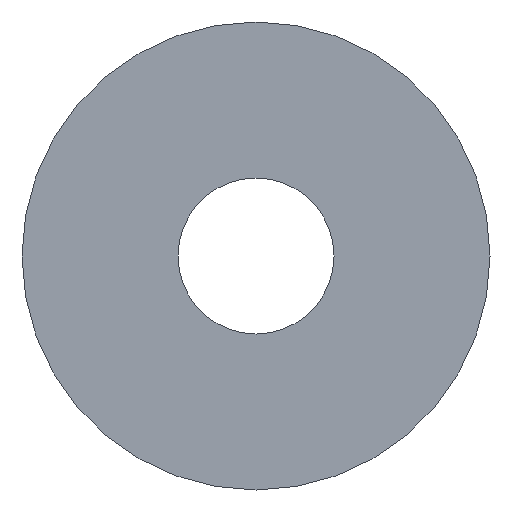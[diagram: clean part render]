
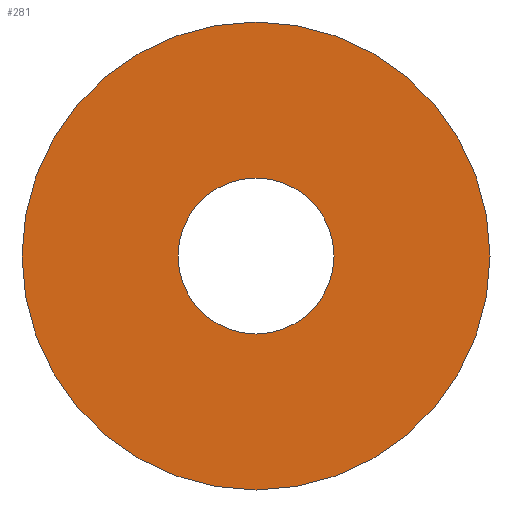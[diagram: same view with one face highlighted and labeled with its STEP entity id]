
A CAD part, front view. The second image highlights one B-rep face of the part: STEP entity #281.
In plain terms, the highlighted planar face has unit normal (0, -1, 0).
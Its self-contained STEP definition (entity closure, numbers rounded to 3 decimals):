
#4 = ORIENTED_EDGE ( 'NONE', *, *, #63, .T. ) ;
#25 = FACE_BOUND ( 'NONE', #251, .T. ) ;
#27 = ORIENTED_EDGE ( 'NONE', *, *, #52, .T. ) ;
#29 = EDGE_CURVE ( 'NONE', #143, #233, #277, .T. ) ;
#31 = CIRCLE ( 'NONE', #82, 3. ) ;
#34 = CARTESIAN_POINT ( 'NONE',  ( 0., 0., 0. ) ) ;
#41 = FACE_OUTER_BOUND ( 'NONE', #326, .T. ) ;
#51 = EDGE_CURVE ( 'NONE', #176, #181, #31, .T. ) ;
#52 = EDGE_CURVE ( 'NONE', #233, #143, #276, .T. ) ;
#57 = CARTESIAN_POINT ( 'NONE',  ( 0., 0., 0. ) ) ;
#63 = EDGE_CURVE ( 'NONE', #181, #176, #152, .T. ) ;
#74 = AXIS2_PLACEMENT_3D ( 'NONE', #286, #273, #167 ) ;
#82 = AXIS2_PLACEMENT_3D ( 'NONE', #57, #164, #151 ) ;
#85 = AXIS2_PLACEMENT_3D ( 'NONE', #34, #104, #346 ) ;
#93 = AXIS2_PLACEMENT_3D ( 'NONE', #334, #333, #332 ) ;
#104 = DIRECTION ( 'NONE',  ( 0., -1., 0. ) ) ;
#119 = AXIS2_PLACEMENT_3D ( 'NONE', #304, #290, #289 ) ;
#143 = VERTEX_POINT ( 'NONE', #149 ) ;
#149 = CARTESIAN_POINT ( 'NONE',  ( 0., 0., -9. ) ) ;
#151 = DIRECTION ( 'NONE',  ( 0., 0., 1. ) ) ;
#152 = CIRCLE ( 'NONE', #93, 3. ) ;
#164 = DIRECTION ( 'NONE',  ( 0., 1., 0. ) ) ;
#167 = DIRECTION ( 'NONE',  ( 0., 0., -1. ) ) ;
#168 = CARTESIAN_POINT ( 'NONE',  ( 0., 0., 3. ) ) ;
#176 = VERTEX_POINT ( 'NONE', #180 ) ;
#180 = CARTESIAN_POINT ( 'NONE',  ( 0., 0., -3. ) ) ;
#181 = VERTEX_POINT ( 'NONE', #168 ) ;
#233 = VERTEX_POINT ( 'NONE', #309 ) ;
#251 = EDGE_LOOP ( 'NONE', ( #267, #4 ) ) ;
#267 = ORIENTED_EDGE ( 'NONE', *, *, #51, .T. ) ;
#273 = DIRECTION ( 'NONE',  ( 0., -1., 0. ) ) ;
#276 = CIRCLE ( 'NONE', #85, 9. ) ;
#277 = CIRCLE ( 'NONE', #74, 9. ) ;
#281 = ADVANCED_FACE ( 'NONE', ( #41, #25 ), #305, .F. ) ;
#286 = CARTESIAN_POINT ( 'NONE',  ( 0., 0., 0. ) ) ;
#289 = DIRECTION ( 'NONE',  ( 0., 0., 1. ) ) ;
#290 = DIRECTION ( 'NONE',  ( 0., 1., 0. ) ) ;
#298 = ORIENTED_EDGE ( 'NONE', *, *, #29, .T. ) ;
#304 = CARTESIAN_POINT ( 'NONE',  ( 0., 0., 0. ) ) ;
#305 = PLANE ( 'NONE',  #119 ) ;
#309 = CARTESIAN_POINT ( 'NONE',  ( 0., 0., 9. ) ) ;
#326 = EDGE_LOOP ( 'NONE', ( #298, #27 ) ) ;
#332 = DIRECTION ( 'NONE',  ( 0., 0., 1. ) ) ;
#333 = DIRECTION ( 'NONE',  ( 0., 1., 0. ) ) ;
#334 = CARTESIAN_POINT ( 'NONE',  ( 0., 0., 0. ) ) ;
#346 = DIRECTION ( 'NONE',  ( 0., 0., -1. ) ) ;
